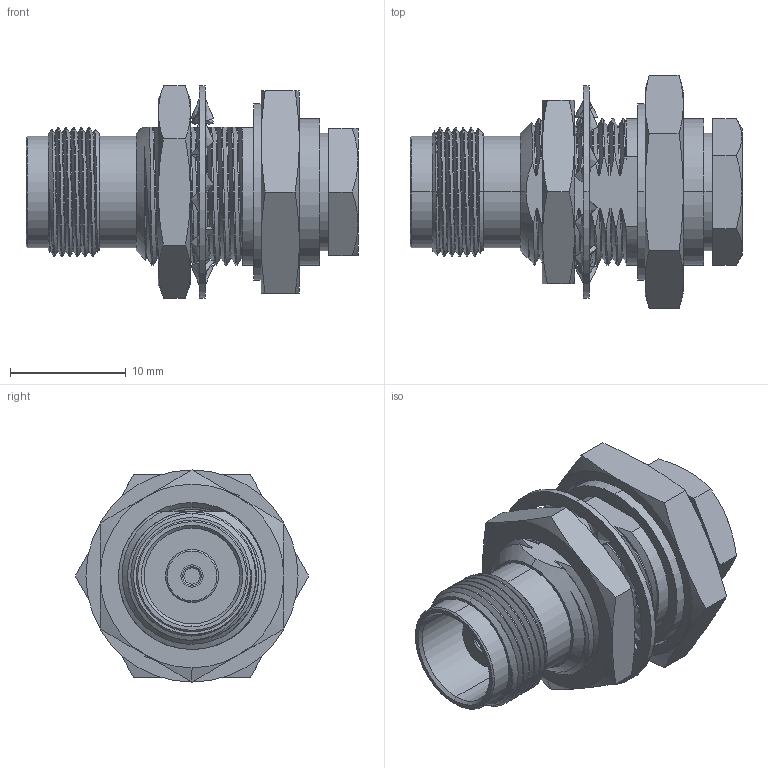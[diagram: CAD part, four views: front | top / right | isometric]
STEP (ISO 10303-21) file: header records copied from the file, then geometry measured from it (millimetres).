
FILE_DESCRIPTION (( 'STEP AP214' ), '1' );
FILE_NAME ('PE4467.STEP', '2018-03-06T22:18:11', ( '' ), ( '' ), 'SwSTEP 2.0', 'SolidWorks 2017', '' );
FILE_SCHEMA (( 'AUTOMOTIVE_DESIGN' ));
Length unit declared in the file: inch
Products named in the file (1): PE4467
Bounding box: 28.7 x 20.18 x 18.34 mm (x, y, z)
Volume: 3351 mm3; surface area: 3436 mm2
Topology: 5 solids, 5 shells, 272 faces, 751 edges, 500 vertices
Faces by surface type: cylinder 77, bspline 76, plane 64, cone 55
Entity records: 23045 total; most frequent: CARTESIAN_POINT 16987, ORIENTED_EDGE 1502, DIRECTION 864, EDGE_CURVE 751, VERTEX_POINT 500, AXIS2_PLACEMENT_3D 345, B_SPLINE_CURVE_WITH_KNOTS 315, EDGE_LOOP 291
